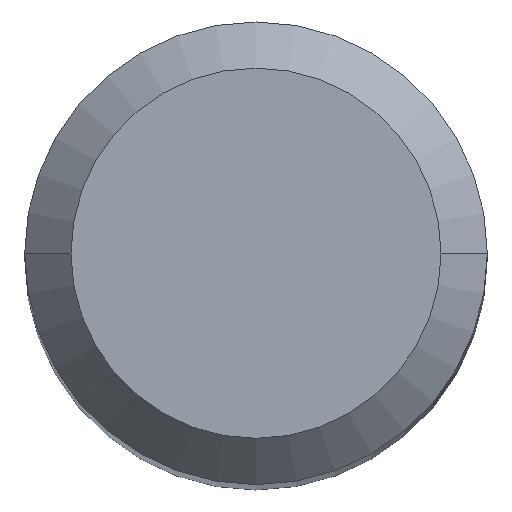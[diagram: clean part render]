
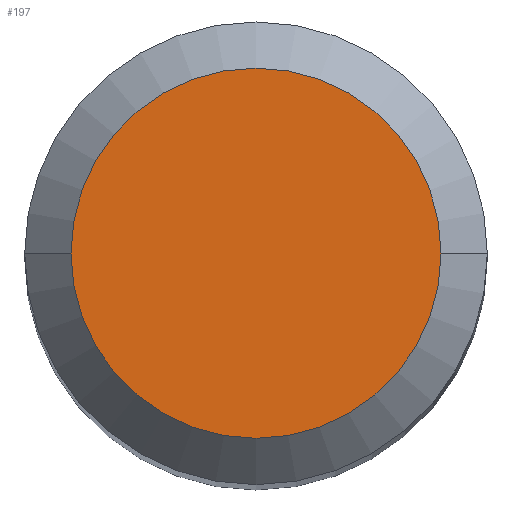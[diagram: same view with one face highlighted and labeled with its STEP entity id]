
A CAD part, top view. The second image highlights one B-rep face of the part: STEP entity #197.
In plain terms, the highlighted planar face has unit normal (0, 0, 1).
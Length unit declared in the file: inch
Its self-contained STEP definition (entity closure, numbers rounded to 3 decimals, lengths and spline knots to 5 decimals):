
#8 = DIRECTION ( 'NONE',  ( 0., 0., 1. ) ) ;
#54 = EDGE_CURVE ( 'NONE', #483, #487, #225, .T. ) ;
#65 = ORIENTED_EDGE ( 'NONE', *, *, #171, .T. ) ;
#75 = CARTESIAN_POINT ( 'NONE',  ( 0., 0., 0. ) ) ;
#86 = CARTESIAN_POINT ( 'NONE',  ( 0.09448, 0., 0. ) ) ;
#105 = EDGE_LOOP ( 'NONE', ( #137, #65 ) ) ;
#111 = DIRECTION ( 'NONE',  ( -1., 0., 0. ) ) ;
#117 = DIRECTION ( 'NONE',  ( 0., 0., 1. ) ) ;
#120 = CARTESIAN_POINT ( 'NONE',  ( 0., 0., 0. ) ) ;
#137 = ORIENTED_EDGE ( 'NONE', *, *, #54, .T. ) ;
#148 = DIRECTION ( 'NONE',  ( 0., 0., -1. ) ) ;
#154 = DIRECTION ( 'NONE',  ( 1., 0., 0. ) ) ;
#158 = AXIS2_PLACEMENT_3D ( 'NONE', #120, #148, #111 ) ;
#171 = EDGE_CURVE ( 'NONE', #487, #483, #288, .T. ) ;
#191 = DIRECTION ( 'NONE',  ( 1., 0., 0. ) ) ;
#197 = ADVANCED_FACE ( 'NONE', ( #412 ), #341, .F. ) ;
#225 = CIRCLE ( 'NONE', #301, 0.09448 ) ;
#288 = CIRCLE ( 'NONE', #458, 0.09448 ) ;
#301 = AXIS2_PLACEMENT_3D ( 'NONE', #75, #117, #191 ) ;
#341 = PLANE ( 'NONE',  #158 ) ;
#412 = FACE_OUTER_BOUND ( 'NONE', #105, .T. ) ;
#424 = CARTESIAN_POINT ( 'NONE',  ( -0.09448, 0., 0. ) ) ;
#451 = CARTESIAN_POINT ( 'NONE',  ( 0., 0., 0. ) ) ;
#458 = AXIS2_PLACEMENT_3D ( 'NONE', #451, #8, #154 ) ;
#483 = VERTEX_POINT ( 'NONE', #424 ) ;
#487 = VERTEX_POINT ( 'NONE', #86 ) ;
